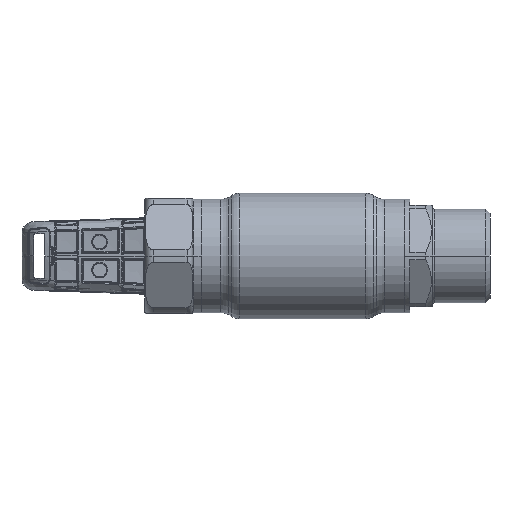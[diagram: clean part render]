
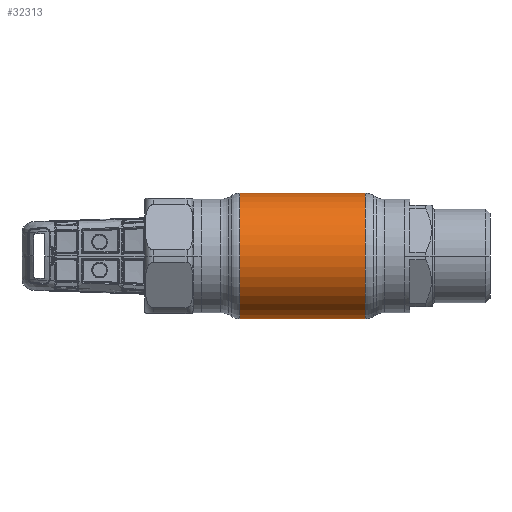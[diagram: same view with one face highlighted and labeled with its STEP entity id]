
A CAD part, front view. The second image highlights one B-rep face of the part: STEP entity #32313.
In plain terms, the highlighted cylindrical face has radius 22.25 mm (diameter 44.5 mm), a partial arc.
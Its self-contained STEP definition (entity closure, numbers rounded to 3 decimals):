
#276 = CARTESIAN_POINT ( 'NONE',  ( -62.69, 0., 22.25 ) ) ;
#292 = VERTEX_POINT ( 'NONE', #19912 ) ;
#603 = DIRECTION ( 'NONE',  ( -1., 0., 0. ) ) ;
#1801 = DIRECTION ( 'NONE',  ( 0., 0., 1. ) ) ;
#4491 = VECTOR ( 'NONE', #48352, 1000. ) ;
#7917 = CARTESIAN_POINT ( 'NONE',  ( 22.285, 0., 22.25 ) ) ;
#7947 = DIRECTION ( 'NONE',  ( -1., 0., 0. ) ) ;
#8379 = VERTEX_POINT ( 'NONE', #7917 ) ;
#10309 = ORIENTED_EDGE ( 'NONE', *, *, #57103, .F. ) ;
#10814 = CIRCLE ( 'NONE', #44060, 22.25 ) ;
#11893 = ORIENTED_EDGE ( 'NONE', *, *, #33375, .F. ) ;
#12257 = CARTESIAN_POINT ( 'NONE',  ( -62.69, 0., -22.25 ) ) ;
#14093 = VECTOR ( 'NONE', #31405, 1000. ) ;
#14768 = ORIENTED_EDGE ( 'NONE', *, *, #45617, .T. ) ;
#14989 = AXIS2_PLACEMENT_3D ( 'NONE', #31048, #54963, #1801 ) ;
#19353 = CARTESIAN_POINT ( 'NONE',  ( 22.285, 0., 0. ) ) ;
#19912 = CARTESIAN_POINT ( 'NONE',  ( 22.285, 0., -22.25 ) ) ;
#22070 = CARTESIAN_POINT ( 'NONE',  ( -22.285, 0., -22.25 ) ) ;
#23104 = LINE ( 'NONE', #12257, #14093 ) ;
#30631 = ORIENTED_EDGE ( 'NONE', *, *, #53105, .T. ) ;
#31048 = CARTESIAN_POINT ( 'NONE',  ( -62.69, 0., 0. ) ) ;
#31405 = DIRECTION ( 'NONE',  ( -1., 0., 0. ) ) ;
#31712 = CARTESIAN_POINT ( 'NONE',  ( -22.285, 0., 0. ) ) ;
#32313 = ADVANCED_FACE ( 'NONE', ( #61440 ), #37414, .T. ) ;
#33375 = EDGE_CURVE ( 'NONE', #50197, #36389, #59066, .T. ) ;
#36389 = VERTEX_POINT ( 'NONE', #56444 ) ;
#37414 = CYLINDRICAL_SURFACE ( 'NONE', #14989, 22.25 ) ;
#40979 = DIRECTION ( 'NONE',  ( 0., 0., 1. ) ) ;
#44060 = AXIS2_PLACEMENT_3D ( 'NONE', #19353, #603, #48296 ) ;
#44378 = LINE ( 'NONE', #276, #4491 ) ;
#45617 = EDGE_CURVE ( 'NONE', #8379, #36389, #44378, .T. ) ;
#48002 = AXIS2_PLACEMENT_3D ( 'NONE', #31712, #7947, #40979 ) ;
#48010 = EDGE_LOOP ( 'NONE', ( #10309, #30631, #14768, #11893 ) ) ;
#48296 = DIRECTION ( 'NONE',  ( 0., 0., 1. ) ) ;
#48352 = DIRECTION ( 'NONE',  ( -1., 0., 0. ) ) ;
#50197 = VERTEX_POINT ( 'NONE', #22070 ) ;
#53105 = EDGE_CURVE ( 'NONE', #292, #8379, #10814, .T. ) ;
#54963 = DIRECTION ( 'NONE',  ( -1., 0., 0. ) ) ;
#56444 = CARTESIAN_POINT ( 'NONE',  ( -22.285, 0., 22.25 ) ) ;
#57103 = EDGE_CURVE ( 'NONE', #292, #50197, #23104, .T. ) ;
#59066 = CIRCLE ( 'NONE', #48002, 22.25 ) ;
#61440 = FACE_OUTER_BOUND ( 'NONE', #48010, .T. ) ;
